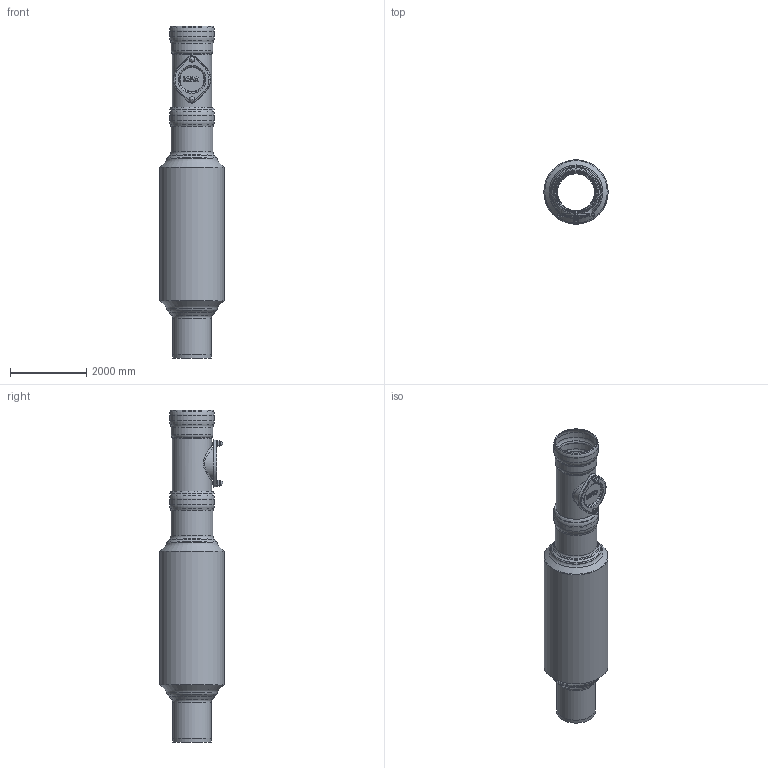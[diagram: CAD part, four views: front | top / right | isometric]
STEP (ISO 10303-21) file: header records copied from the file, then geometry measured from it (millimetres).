
FILE_DESCRIPTION(/* description */ (''),/* implementation_level */ '2;1');
FILE_NAME(/* name */ '05571.100X_3D.stp',/* time_stamp */ '2024-12-11T14:17:20+01:00',/* author */ ('CAD'),/* organization */ (''),/* preprocessor_version */ 'ST-DEVELOPER v20',/* originating_system */ 'AutoCAD Mechanical',/* authorisation */ '');
FILE_SCHEMA (('AUTOMOTIVE_DESIGN { 1 0 10303 214 3 1 1 }'));
Length unit declared in the file: centimetre
Products named in the file (4): Product; 05579.100X; *S1; 05575.100X
Assembly tree (3 placements, depth 2):
  Product
    05579.100X
    *S1
    05575.100X
Bounding box: 1683 x 1683 x 8700 mm (x, y, z)
Volume: 1028350203.1 mm3; surface area: 92295662 mm2
Topology: 13 solids, 13 shells, 254 faces, 604 edges, 378 vertices
Faces by surface type: plane 79, cone 79, torus 39, cylinder 37, bspline 15, sphere 5
Full cylindrical faces by diameter (mm): 66.47 x2, 80 x2, 100 x2, 125 x2, 700 x1, 800 x1, 830 x1, 920 x1, 980 x1, 1000 x1, 1020 x1, 1030 x2, 1060 x1, 1068 x1, 1098 x1, 1100 x1, 1140 x1, 1148 x1, 1178 x1, 1180 x1, 1625 x1, 1683 x1
Entity records: 17917 total; most frequent: CARTESIAN_POINT 11844, DIRECTION 1372, ORIENTED_EDGE 1196, AXIS2_PLACEMENT_3D 604, EDGE_CURVE 598, VERTEX_POINT 376, CIRCLE 289, EDGE_LOOP 282
